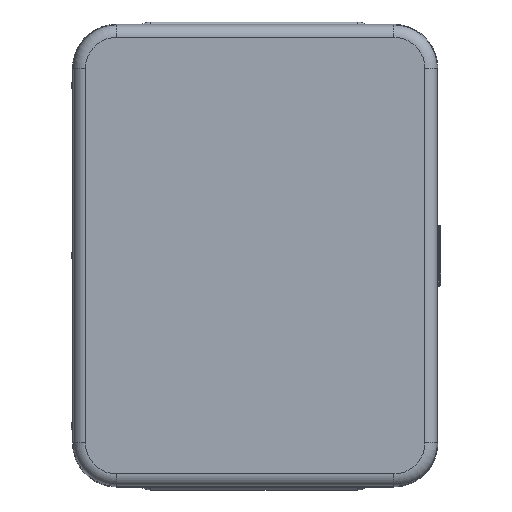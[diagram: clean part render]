
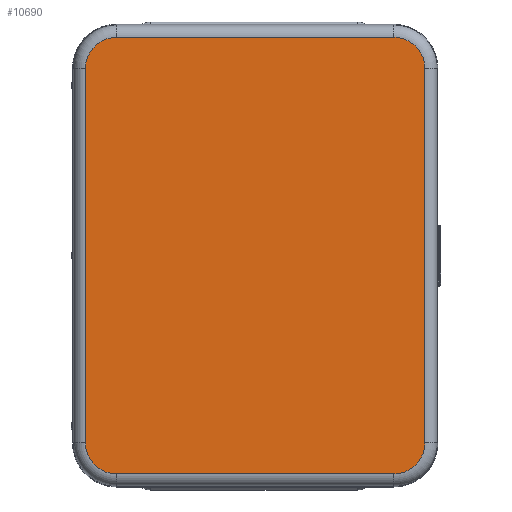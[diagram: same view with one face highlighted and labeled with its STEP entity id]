
A CAD part, top view. The second image highlights one B-rep face of the part: STEP entity #10690.
In plain terms, the highlighted planar face has unit normal (0, 0, 1).
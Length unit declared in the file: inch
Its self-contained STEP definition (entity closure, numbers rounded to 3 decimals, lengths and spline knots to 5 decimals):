
#796=LINE($,#19217,#1571);
#798=LINE($,#19237,#1573);
#801=LINE($,#19244,#1576);
#803=LINE($,#19259,#1578);
#1571=VECTOR($,#14379,5.7036);
#1573=VECTOR($,#14403,7.7036);
#1576=VECTOR($,#14410,7.7036);
#1578=VECTOR($,#14430,5.7036);
#2017=PLANE($,#11787);
#3102=FACE_OUTER_BOUND($,#3901,.T.);
#3901=EDGE_LOOP($,(#9184,#9185,#9186,#9187,#9188,#9189,#9190,#9191));
#4573=CIRCLE($,#11762,0.63807);
#4577=CIRCLE($,#11767,0.63807);
#4581=CIRCLE($,#11774,0.63807);
#4585=CIRCLE($,#11779,0.63807);
#5443=VERTEX_POINT($,#19214);
#5444=VERTEX_POINT($,#19216);
#5447=VERTEX_POINT($,#19223);
#5448=VERTEX_POINT($,#19228);
#5451=VERTEX_POINT($,#19235);
#5452=VERTEX_POINT($,#19240);
#5455=VERTEX_POINT($,#19247);
#5456=VERTEX_POINT($,#19252);
#6744=EDGE_CURVE($,#5443,#5444,#796,.T.);
#6748=EDGE_CURVE($,#5447,#5443,#4573,.T.);
#6752=EDGE_CURVE($,#5444,#5448,#4577,.T.);
#6754=EDGE_CURVE($,#5451,#5447,#798,.T.);
#6758=EDGE_CURVE($,#5448,#5452,#801,.T.);
#6760=EDGE_CURVE($,#5455,#5451,#4581,.T.);
#6764=EDGE_CURVE($,#5452,#5456,#4585,.T.);
#6766=EDGE_CURVE($,#5456,#5455,#803,.T.);
#9184=ORIENTED_EDGE($,*,*,#6744,.F.);
#9185=ORIENTED_EDGE($,*,*,#6748,.F.);
#9186=ORIENTED_EDGE($,*,*,#6754,.F.);
#9187=ORIENTED_EDGE($,*,*,#6760,.F.);
#9188=ORIENTED_EDGE($,*,*,#6766,.F.);
#9189=ORIENTED_EDGE($,*,*,#6764,.F.);
#9190=ORIENTED_EDGE($,*,*,#6758,.F.);
#9191=ORIENTED_EDGE($,*,*,#6752,.F.);
#10690=ADVANCED_FACE($,(#3102),#2017,.T.);
#11762=AXIS2_PLACEMENT_3D($,#19225,#14387,#14388);
#11767=AXIS2_PLACEMENT_3D($,#19232,#14397,#14398);
#11774=AXIS2_PLACEMENT_3D($,#19249,#14415,#14416);
#11779=AXIS2_PLACEMENT_3D($,#19256,#14425,#14426);
#11787=AXIS2_PLACEMENT_3D($,#19278,#14450,#14451);
#14379=DIRECTION($,(1.,0.,0.));
#14387=DIRECTION('center_axis',(0.,0.,-1.));
#14388=DIRECTION('ref_axis',(-0.707,0.707,0.));
#14397=DIRECTION('center_axis',(0.,0.,-1.));
#14398=DIRECTION('ref_axis',(0.707,0.707,0.));
#14403=DIRECTION($,(0.,1.,0.));
#14410=DIRECTION($,(0.,-1.,0.));
#14415=DIRECTION('center_axis',(0.,0.,-1.));
#14416=DIRECTION('ref_axis',(-0.707,-0.707,0.));
#14425=DIRECTION('center_axis',(0.,0.,-1.));
#14426=DIRECTION('ref_axis',(0.707,-0.707,0.));
#14430=DIRECTION($,(-1.,0.,0.));
#14450=DIRECTION('center_axis',(0.,0.,1.));
#14451=DIRECTION('ref_axis',(1.,0.,0.));
#19214=CARTESIAN_POINT('',(-2.8518,4.48987,0.76));
#19216=CARTESIAN_POINT('',(2.8518,4.48987,0.76));
#19217=CARTESIAN_POINT($,(-2.8518,4.48987,0.76));
#19223=CARTESIAN_POINT('',(-3.48987,3.8518,0.76));
#19225=CARTESIAN_POINT('Origin',(-2.8518,3.8518,0.76));
#19228=CARTESIAN_POINT('',(3.48987,3.8518,0.76));
#19232=CARTESIAN_POINT('Origin',(2.8518,3.8518,0.76));
#19235=CARTESIAN_POINT('',(-3.48987,-3.8518,0.76));
#19237=CARTESIAN_POINT($,(-3.48987,-3.8518,0.76));
#19240=CARTESIAN_POINT('',(3.48987,-3.8518,0.76));
#19244=CARTESIAN_POINT($,(3.48987,3.8518,0.76));
#19247=CARTESIAN_POINT('',(-2.8518,-4.48987,0.76));
#19249=CARTESIAN_POINT('Origin',(-2.8518,-3.8518,0.76));
#19252=CARTESIAN_POINT('',(2.8518,-4.48987,0.76));
#19256=CARTESIAN_POINT('Origin',(2.8518,-3.8518,0.76));
#19259=CARTESIAN_POINT($,(2.8518,-4.48987,0.76));
#19278=CARTESIAN_POINT('Origin',(0.,0.,0.76));
